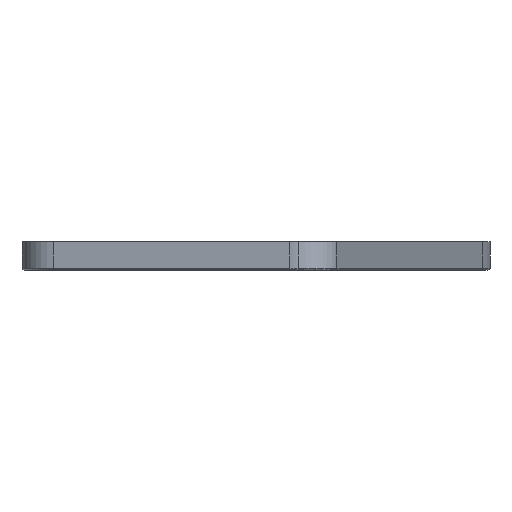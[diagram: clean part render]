
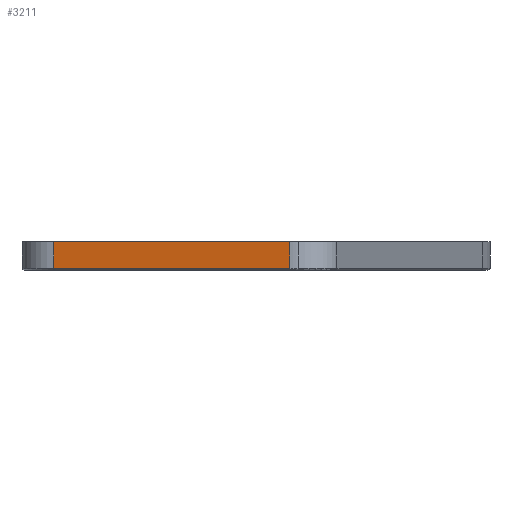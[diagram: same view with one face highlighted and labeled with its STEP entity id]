
A CAD part, left-side view. The second image highlights one B-rep face of the part: STEP entity #3211.
In plain terms, the highlighted planar face has unit normal (-0.978, 0.208, 0).
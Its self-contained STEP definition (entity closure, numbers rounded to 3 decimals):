
#211 = CARTESIAN_POINT ( 'NONE',  ( -12.96, 2.755, 7. ) ) ;
#1143 = CARTESIAN_POINT ( 'NONE',  ( 0.688, 66.964, 7. ) ) ;
#1319 = VERTEX_POINT ( 'NONE', #17267 ) ;
#1344 = VERTEX_POINT ( 'NONE', #1143 ) ;
#1690 = EDGE_CURVE ( 'NONE', #2880, #4009, #3027, .T. ) ;
#1931 = LINE ( 'NONE', #13562, #7482 ) ;
#2834 = VECTOR ( 'NONE', #15956, 1000. ) ;
#2880 = VERTEX_POINT ( 'NONE', #8448 ) ;
#3027 = LINE ( 'NONE', #14466, #15313 ) ;
#3211 = ADVANCED_FACE ( 'NONE', ( #15795 ), #11281, .T. ) ;
#3440 = AXIS2_PLACEMENT_3D ( 'NONE', #17129, #5601, #13974 ) ;
#3636 = CARTESIAN_POINT ( 'NONE',  ( -11.808, 8.179, 0.5 ) ) ;
#4009 = VERTEX_POINT ( 'NONE', #3636 ) ;
#4184 = DIRECTION ( 'NONE',  ( 0., 0., -1. ) ) ;
#4233 = LINE ( 'NONE', #211, #2834 ) ;
#4339 = EDGE_CURVE ( 'NONE', #1319, #4009, #16962, .T. ) ;
#4889 = VECTOR ( 'NONE', #8332, 1000. ) ;
#5090 = DIRECTION ( 'NONE',  ( 0., 0., -1. ) ) ;
#5601 = DIRECTION ( 'NONE',  ( -0.978, 0.208, 0. ) ) ;
#7482 = VECTOR ( 'NONE', #5090, 1000. ) ;
#8332 = DIRECTION ( 'NONE',  ( -0.208, -0.978, 0. ) ) ;
#8448 = CARTESIAN_POINT ( 'NONE',  ( -11.808, 8.179, 7. ) ) ;
#9214 = ORIENTED_EDGE ( 'NONE', *, *, #4339, .T. ) ;
#10821 = ORIENTED_EDGE ( 'NONE', *, *, #1690, .F. ) ;
#11244 = ORIENTED_EDGE ( 'NONE', *, *, #16813, .T. ) ;
#11281 = PLANE ( 'NONE',  #3440 ) ;
#13562 = CARTESIAN_POINT ( 'NONE',  ( 0.688, 66.964, 7. ) ) ;
#13900 = CARTESIAN_POINT ( 'NONE',  ( -12.96, 2.755, 0.5 ) ) ;
#13974 = DIRECTION ( 'NONE',  ( -0.208, -0.978, 0. ) ) ;
#14466 = CARTESIAN_POINT ( 'NONE',  ( -11.808, 8.179, 7. ) ) ;
#15313 = VECTOR ( 'NONE', #4184, 1000. ) ;
#15363 = EDGE_CURVE ( 'NONE', #2880, #1344, #4233, .T. ) ;
#15501 = EDGE_LOOP ( 'NONE', ( #11244, #9214, #10821, #16411 ) ) ;
#15795 = FACE_OUTER_BOUND ( 'NONE', #15501, .T. ) ;
#15956 = DIRECTION ( 'NONE',  ( 0.208, 0.978, 0. ) ) ;
#16411 = ORIENTED_EDGE ( 'NONE', *, *, #15363, .T. ) ;
#16813 = EDGE_CURVE ( 'NONE', #1344, #1319, #1931, .T. ) ;
#16962 = LINE ( 'NONE', #13900, #4889 ) ;
#17129 = CARTESIAN_POINT ( 'NONE',  ( -12.96, 2.755, 7. ) ) ;
#17267 = CARTESIAN_POINT ( 'NONE',  ( 0.688, 66.964, 0.5 ) ) ;
